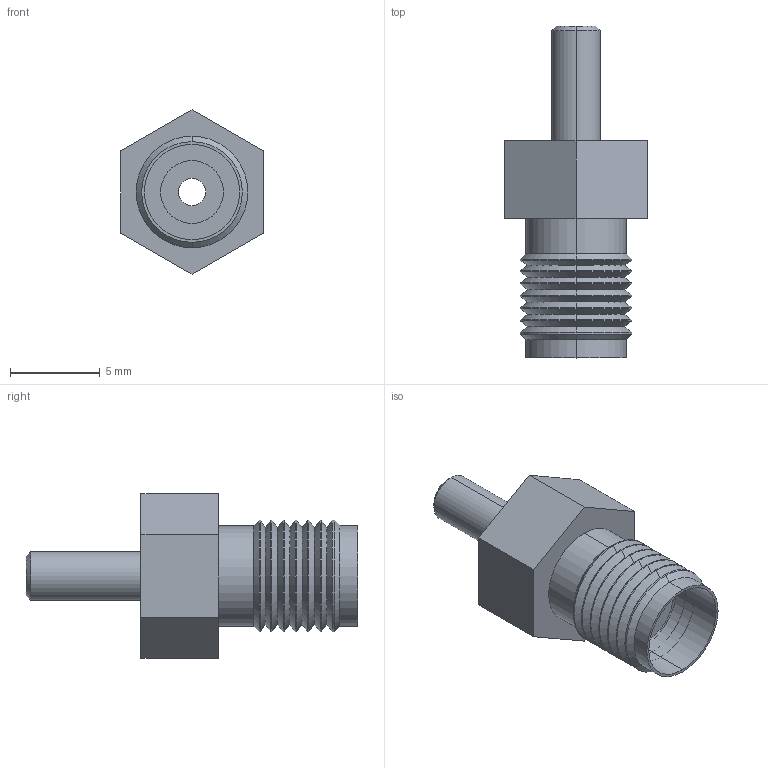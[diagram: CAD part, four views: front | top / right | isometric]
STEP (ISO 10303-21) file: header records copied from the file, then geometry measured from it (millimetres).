
FILE_DESCRIPTION (( 'STEP AP203' ), '1' );
FILE_NAME ('BAC05A.STEP', '2006-06-30T19:27:37', ( ' ' ), ( ' ' ), 'SwSTEP 2.0', 'SolidWorks 2005354', '' );
FILE_SCHEMA (( 'CONFIG_CONTROL_DESIGN' ));
Length unit declared in the file: inch
Products named in the file (1): BAC05A
Bounding box: 7.92 x 18.49 x 9.15 mm (x, y, z)
Volume: 344.8 mm3; surface area: 692 mm2
Topology: 1 solids, 1 shells, 77 faces, 158 edges, 90 vertices
Faces by surface type: cone 32, cylinder 30, plane 15
Entity records: 2085 total; most frequent: DIRECTION 392, CARTESIAN_POINT 326, ORIENTED_EDGE 316, EDGE_CURVE 158, AXIS2_PLACEMENT_3D 156, VERTEX_POINT 90, EDGE_LOOP 86, VECTOR 80
